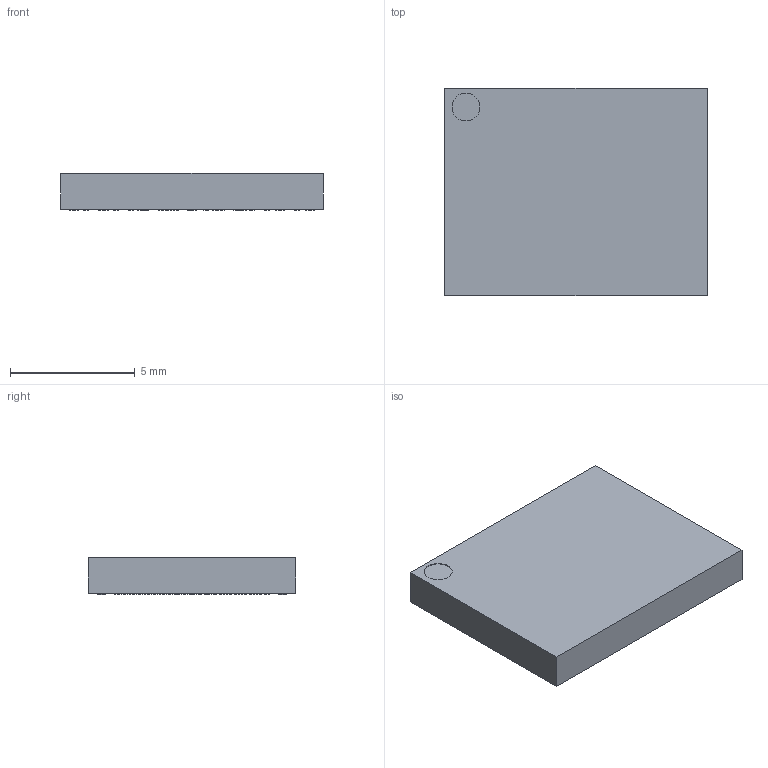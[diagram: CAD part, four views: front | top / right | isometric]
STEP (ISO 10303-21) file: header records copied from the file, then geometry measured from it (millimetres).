
FILE_DESCRIPTION(/* description */ ('Unknown'),/* implementation_level */ '2;1');
FILE_NAME(/* name */ 'LBUA5QJ2AB-828',/* time_stamp */ '2023-11-03T07:57:32+02:00',/* author */ ('Unknown'),/* organization */ ('Unknown'),/* preprocessor_version */ 'ST-DEVELOPER v18.102',/* originating_system */ 'Solid Edge',/* authorisation */ 'Unknown');
FILE_SCHEMA (('AUTOMOTIVE_DESIGN {1 0 10303 214 3 1 1}'));
Length unit declared in the file: millimetre
Products named in the file (1): LBUA5QJ2AB-828
Bounding box: 10.5 x 8.3 x 1.49 mm (x, y, z)
Volume: 125.8 mm3; surface area: 229.4 mm2
Topology: 1 solids, 1 shells, 484 faces, 1149 edges, 766 vertices
Faces by surface type: cylinder 390, plane 94
Full cylindrical faces by diameter (mm): 0.307 x1, 1.116 x1
Entity records: 17448 total; most frequent: DIRECTION 2509, CARTESIAN_POINT 2398, ORIENTED_EDGE 2294, EDGE_CURVE 1147, AXIS2_PLACEMENT_3D 877, VERTEX_POINT 766, LINE 755, VECTOR 755
